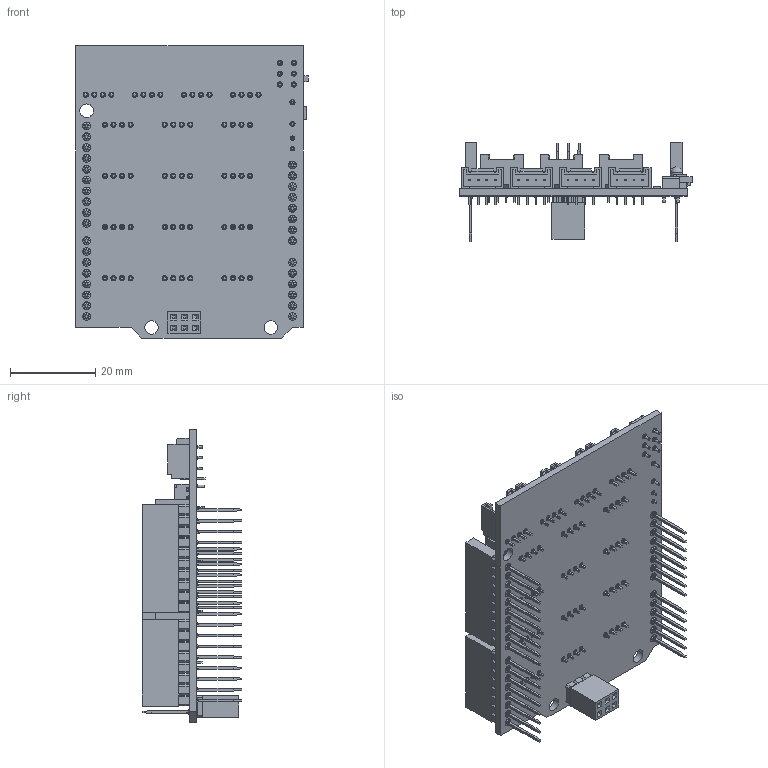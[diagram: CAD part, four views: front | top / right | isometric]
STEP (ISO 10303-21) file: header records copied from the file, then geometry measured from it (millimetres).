
FILE_DESCRIPTION (( 'STEP AP214' ), '1' );
FILE_NAME ('Grove shield Uno.STEP', '2024-01-16T16:53:52', ( '' ), ( '' ), 'SwSTEP 2.0', 'SolidWorks 2020', '' );
FILE_SCHEMA (( 'AUTOMOTIVE_DESIGN' ));
Length unit declared in the file: millimetre
Products named in the file (14): broche wrapping 2x3F; LEd; Switch; broche wrapping 8F; Bouton_RST; 603 resistor 102; Connecteur Grove (coudé); broche wrapping 6F; Grove shield Uno; spacer 1pt; broche wrapping 10F; Connecteur Grove (droit); PCB_uno_shield; spacer 2pt  réduit
Assembly tree (62 placements, depth 2):
  Grove shield Uno
    PCB_uno_shield
    broche wrapping 8F  x2
    spacer 1pt  x32
    spacer 2pt  réduit  x3
    broche wrapping 2x3F
    broche wrapping 10F
    broche wrapping 6F
    Connecteur Grove (droit)  x12
    Connecteur Grove (coudé)  x4
    Bouton_RST
    Switch
    LEd
    603 resistor 102  x2
Bounding box: 54.49 x 23.3 x 68.58 mm (x, y, z)
Volume: 11092.2 mm3; surface area: 23445.7 mm2
Topology: 173 solids, 173 shells, 4977 faces, 12458 edges, 7960 vertices
Faces by surface type: plane 4065, cylinder 558, bspline 342, torus 10, sphere 2
Full cylindrical faces by diameter (mm): 0.5 x4, 0.6 x16, 0.8 x112, 1 x2, 1.2 x72, 1.8 x38, 2.78 x1, 2.8 x1, 3.175 x3
Entity records: 66904 total; most frequent: CARTESIAN_POINT 15750, ORIENTED_EDGE 7782, DIRECTION 7185, EDGE_CURVE 3891, VECTOR 2627, LINE 2627, VERTEX_POINT 2560, AXIS2_PLACEMENT_3D 2279
